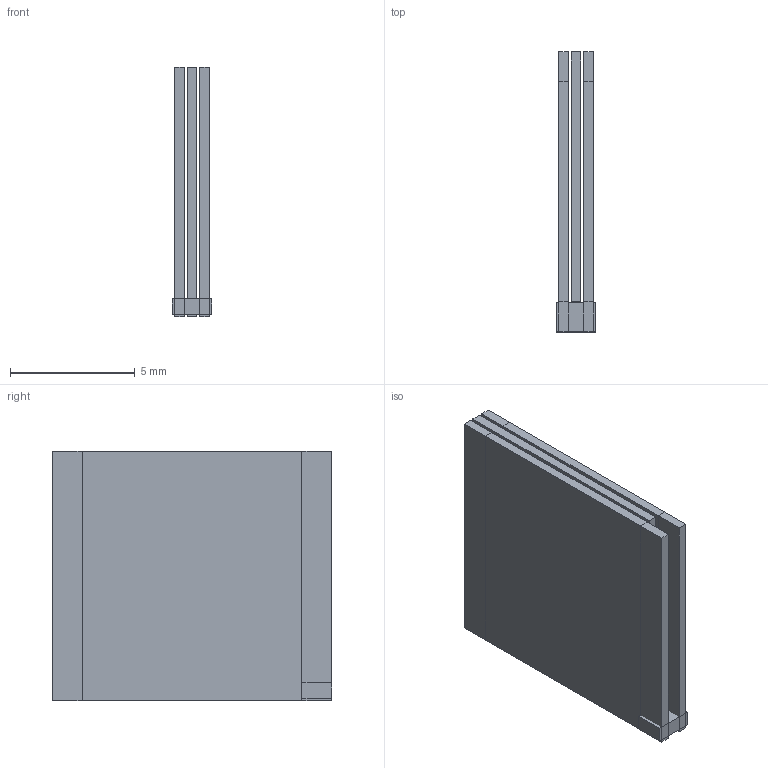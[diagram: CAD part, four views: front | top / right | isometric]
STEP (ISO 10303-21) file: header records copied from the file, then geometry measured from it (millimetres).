
FILE_DESCRIPTION(('FreeCAD Model'),'2;1');
FILE_NAME('1054156.1.2.stp','2020-04-23T12:17:47',( 'Author'),(''),'Open CASCADE STEP processor 6.9','FreeCAD','Unknown' );
FILE_SCHEMA(('AUTOMOTIVE_DESIGN { 1 0 10303 214 1 1 1 1 }'));
Length unit declared in the file: millimetre
Products named in the file (3): ASSEMBLY; Body; Pins
Assembly tree (2 placements, depth 2):
  ASSEMBLY
    Body
    Pins
Bounding box: 1.6 x 11.2 x 10 mm (x, y, z)
Volume: 122.7 mm3; surface area: 702.1 mm2
Topology: 4 solids, 4 shells, 40 faces, 80 edges, 48 vertices
Faces by surface type: plane 40
Entity records: 2116 total; most frequent: CARTESIAN_POINT 331, DIRECTION 326, LINE 240, VECTOR 240, ORIENTED_EDGE 160, PCURVE 160, DEFINITIONAL_REPRESENTATION 160, EDGE_CURVE 80
